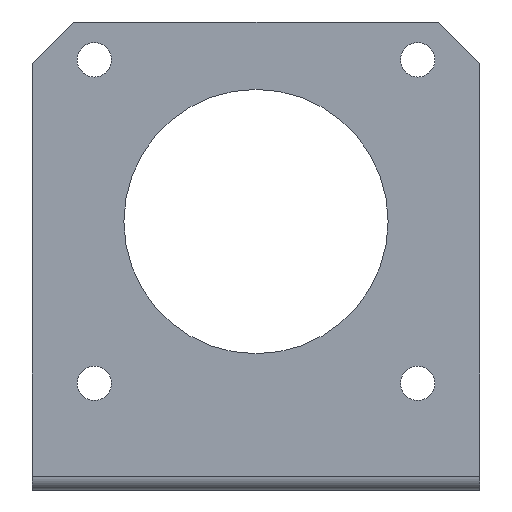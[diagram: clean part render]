
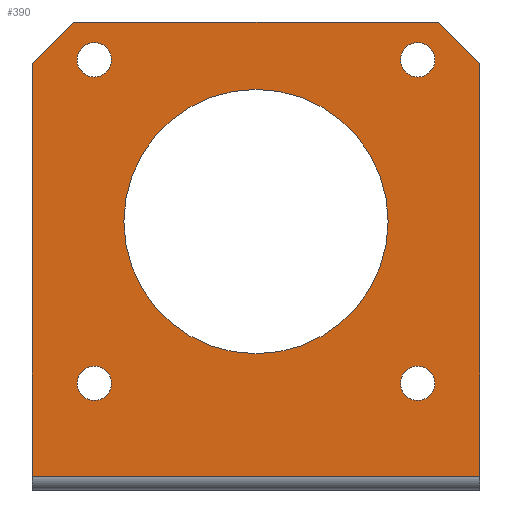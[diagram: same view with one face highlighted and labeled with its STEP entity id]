
A CAD part, front view. The second image highlights one B-rep face of the part: STEP entity #390.
In plain terms, the highlighted planar face has unit normal (0, -1, 0).
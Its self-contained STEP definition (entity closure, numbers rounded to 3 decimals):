
#34 = EDGE_CURVE ( 'NONE', #1220, #387, #973, .T. ) ;
#35 = DIRECTION ( 'NONE',  ( 0., 1., 0. ) ) ;
#40 = VECTOR ( 'NONE', #567, 1000. ) ;
#43 = CIRCLE ( 'NONE', #1213, 2.5 ) ;
#56 = EDGE_CURVE ( 'NONE', #307, #663, #954, .T. ) ;
#58 = CARTESIAN_POINT ( 'NONE',  ( -23.5, 0., -5.5 ) ) ;
#64 = ORIENTED_EDGE ( 'NONE', *, *, #752, .T. ) ;
#72 = LINE ( 'NONE', #1275, #644 ) ;
#90 = DIRECTION ( 'NONE',  ( 0., 0., -1. ) ) ;
#102 = CARTESIAN_POINT ( 'NONE',  ( 32.5, 0., -66. ) ) ;
#123 = CARTESIAN_POINT ( 'NONE',  ( 0., 0., -29. ) ) ;
#150 = CARTESIAN_POINT ( 'NONE',  ( 0., 0., -66. ) ) ;
#151 = FACE_BOUND ( 'NONE', #797, .T. ) ;
#166 = CIRCLE ( 'NONE', #1069, 2.5 ) ;
#169 = CARTESIAN_POINT ( 'NONE',  ( -32.5, 0., 0. ) ) ;
#176 = DIRECTION ( 'NONE',  ( 0., 1., 0. ) ) ;
#209 = EDGE_CURVE ( 'NONE', #1081, #1238, #166, .T. ) ;
#216 = EDGE_CURVE ( 'NONE', #1238, #1081, #43, .T. ) ;
#221 = ORIENTED_EDGE ( 'NONE', *, *, #618, .F. ) ;
#228 = DIRECTION ( 'NONE',  ( 0., 1., 0. ) ) ;
#255 = DIRECTION ( 'NONE',  ( 0., 1., 0. ) ) ;
#256 = EDGE_LOOP ( 'NONE', ( #1131, #1405 ) ) ;
#267 = ORIENTED_EDGE ( 'NONE', *, *, #308, .F. ) ;
#276 = CARTESIAN_POINT ( 'NONE',  ( -23.5, 0., -55. ) ) ;
#307 = VERTEX_POINT ( 'NONE', #697 ) ;
#308 = EDGE_CURVE ( 'NONE', #478, #1086, #471, .T. ) ;
#317 = CIRCLE ( 'NONE', #1322, 2.5 ) ;
#320 = DIRECTION ( 'NONE',  ( 0., 1., 0. ) ) ;
#322 = DIRECTION ( 'NONE',  ( 0., 1., 0. ) ) ;
#326 = CARTESIAN_POINT ( 'NONE',  ( 23.5, 0., -52.5 ) ) ;
#353 = VECTOR ( 'NONE', #90, 1000. ) ;
#362 = DIRECTION ( 'NONE',  ( 0., 0., 1. ) ) ;
#368 = AXIS2_PLACEMENT_3D ( 'NONE', #1183, #322, #948 ) ;
#374 = EDGE_LOOP ( 'NONE', ( #221, #593, #1273, #64, #267, #510 ) ) ;
#387 = VERTEX_POINT ( 'NONE', #1129 ) ;
#390 = ADVANCED_FACE ( 'NONE', ( #1194, #808, #151, #517, #589, #1305 ), #1140, .T. ) ;
#391 = AXIS2_PLACEMENT_3D ( 'NONE', #326, #550, #541 ) ;
#402 = CARTESIAN_POINT ( 'NONE',  ( -32.5, 0., -6. ) ) ;
#410 = VERTEX_POINT ( 'NONE', #276 ) ;
#426 = EDGE_CURVE ( 'NONE', #387, #1220, #317, .T. ) ;
#448 = CARTESIAN_POINT ( 'NONE',  ( 13.25, 0., 13.25 ) ) ;
#456 = AXIS2_PLACEMENT_3D ( 'NONE', #123, #228, #457 ) ;
#457 = DIRECTION ( 'NONE',  ( 0., 0., 1. ) ) ;
#471 = LINE ( 'NONE', #169, #1093 ) ;
#478 = VERTEX_POINT ( 'NONE', #935 ) ;
#480 = EDGE_CURVE ( 'NONE', #594, #1038, #72, .T. ) ;
#491 = ORIENTED_EDGE ( 'NONE', *, *, #672, .T. ) ;
#492 = CARTESIAN_POINT ( 'NONE',  ( 0., 0., 0. ) ) ;
#501 = CARTESIAN_POINT ( 'NONE',  ( 0., 0., -9.8 ) ) ;
#510 = ORIENTED_EDGE ( 'NONE', *, *, #897, .T. ) ;
#517 = FACE_BOUND ( 'NONE', #1223, .T. ) ;
#528 = CARTESIAN_POINT ( 'NONE',  ( -23.5, 0., -52.5 ) ) ;
#534 = VECTOR ( 'NONE', #975, 1000. ) ;
#536 = CARTESIAN_POINT ( 'NONE',  ( -23.5, 0., -3. ) ) ;
#541 = DIRECTION ( 'NONE',  ( 0., 0., 1. ) ) ;
#545 = CARTESIAN_POINT ( 'NONE',  ( -13.25, 0., 13.25 ) ) ;
#550 = DIRECTION ( 'NONE',  ( 0., 1., 0. ) ) ;
#560 = EDGE_CURVE ( 'NONE', #663, #307, #723, .T. ) ;
#563 = AXIS2_PLACEMENT_3D ( 'NONE', #492, #585, #1242 ) ;
#567 = DIRECTION ( 'NONE',  ( 1., 0., 0. ) ) ;
#581 = DIRECTION ( 'NONE',  ( 0., 0., 1. ) ) ;
#585 = DIRECTION ( 'NONE',  ( 0., -1., 0. ) ) ;
#587 = CIRCLE ( 'NONE', #1409, 2.5 ) ;
#589 = FACE_BOUND ( 'NONE', #1102, .T. ) ;
#593 = ORIENTED_EDGE ( 'NONE', *, *, #1358, .T. ) ;
#594 = VERTEX_POINT ( 'NONE', #639 ) ;
#596 = ORIENTED_EDGE ( 'NONE', *, *, #34, .T. ) ;
#602 = CARTESIAN_POINT ( 'NONE',  ( -23.5, 0., -52.5 ) ) ;
#606 = CIRCLE ( 'NONE', #456, 19.2 ) ;
#611 = DIRECTION ( 'NONE',  ( 0., 0., 1. ) ) ;
#618 = EDGE_CURVE ( 'NONE', #859, #628, #990, .T. ) ;
#627 = CARTESIAN_POINT ( 'NONE',  ( 26.5, 0., 0. ) ) ;
#628 = VERTEX_POINT ( 'NONE', #102 ) ;
#632 = ORIENTED_EDGE ( 'NONE', *, *, #1003, .T. ) ;
#639 = CARTESIAN_POINT ( 'NONE',  ( -26.5, 0., 0. ) ) ;
#643 = DIRECTION ( 'NONE',  ( 0., 1., 0. ) ) ;
#644 = VECTOR ( 'NONE', #932, 1000. ) ;
#645 = DIRECTION ( 'NONE',  ( 0., 1., 0. ) ) ;
#652 = DIRECTION ( 'NONE',  ( 0., 0., 1. ) ) ;
#663 = VERTEX_POINT ( 'NONE', #1406 ) ;
#672 = EDGE_CURVE ( 'NONE', #410, #1136, #1060, .T. ) ;
#685 = CARTESIAN_POINT ( 'NONE',  ( 23.5, 0., -5.5 ) ) ;
#697 = CARTESIAN_POINT ( 'NONE',  ( 23.5, 0., -55. ) ) ;
#713 = DIRECTION ( 'NONE',  ( 0., 0., 1. ) ) ;
#723 = CIRCLE ( 'NONE', #368, 2.5 ) ;
#727 = AXIS2_PLACEMENT_3D ( 'NONE', #528, #645, #1410 ) ;
#732 = ORIENTED_EDGE ( 'NONE', *, *, #56, .T. ) ;
#752 = EDGE_CURVE ( 'NONE', #594, #1086, #890, .T. ) ;
#753 = EDGE_CURVE ( 'NONE', #1255, #942, #606, .T. ) ;
#786 = CARTESIAN_POINT ( 'NONE',  ( 32.5, 0., -6. ) ) ;
#797 = EDGE_LOOP ( 'NONE', ( #596, #1364 ) ) ;
#808 = FACE_BOUND ( 'NONE', #256, .T. ) ;
#836 = LINE ( 'NONE', #448, #902 ) ;
#840 = CARTESIAN_POINT ( 'NONE',  ( -23.5, 0., -50. ) ) ;
#859 = VERTEX_POINT ( 'NONE', #786 ) ;
#865 = CARTESIAN_POINT ( 'NONE',  ( -23.5, 0., -5.5 ) ) ;
#890 = LINE ( 'NONE', #545, #534 ) ;
#897 = EDGE_CURVE ( 'NONE', #478, #628, #1356, .T. ) ;
#902 = VECTOR ( 'NONE', #995, 1000. ) ;
#928 = ORIENTED_EDGE ( 'NONE', *, *, #560, .T. ) ;
#932 = DIRECTION ( 'NONE',  ( 1., 0., 0. ) ) ;
#935 = CARTESIAN_POINT ( 'NONE',  ( -32.5, 0., -66. ) ) ;
#939 = DIRECTION ( 'NONE',  ( 0., 1., 0. ) ) ;
#942 = VERTEX_POINT ( 'NONE', #501 ) ;
#945 = EDGE_LOOP ( 'NONE', ( #928, #732 ) ) ;
#948 = DIRECTION ( 'NONE',  ( 0., 0., 1. ) ) ;
#954 = CIRCLE ( 'NONE', #391, 2.5 ) ;
#955 = AXIS2_PLACEMENT_3D ( 'NONE', #1087, #643, #1068 ) ;
#973 = CIRCLE ( 'NONE', #1241, 2.5 ) ;
#974 = CARTESIAN_POINT ( 'NONE',  ( 23.5, 0., -8. ) ) ;
#975 = DIRECTION ( 'NONE',  ( -0.707, 0., -0.707 ) ) ;
#987 = CARTESIAN_POINT ( 'NONE',  ( 23.5, 0., -5.5 ) ) ;
#990 = LINE ( 'NONE', #1398, #353 ) ;
#995 = DIRECTION ( 'NONE',  ( -0.707, 0., 0.707 ) ) ;
#1003 = EDGE_CURVE ( 'NONE', #1136, #410, #587, .T. ) ;
#1038 = VERTEX_POINT ( 'NONE', #627 ) ;
#1060 = CIRCLE ( 'NONE', #727, 2.5 ) ;
#1068 = DIRECTION ( 'NONE',  ( 0., 0., 1. ) ) ;
#1069 = AXIS2_PLACEMENT_3D ( 'NONE', #685, #255, #362 ) ;
#1081 = VERTEX_POINT ( 'NONE', #1171 ) ;
#1086 = VERTEX_POINT ( 'NONE', #402 ) ;
#1087 = CARTESIAN_POINT ( 'NONE',  ( 0., 0., -29. ) ) ;
#1093 = VECTOR ( 'NONE', #1237, 1000. ) ;
#1102 = EDGE_LOOP ( 'NONE', ( #1310, #1313 ) ) ;
#1129 = CARTESIAN_POINT ( 'NONE',  ( -23.5, 0., -8. ) ) ;
#1131 = ORIENTED_EDGE ( 'NONE', *, *, #209, .T. ) ;
#1136 = VERTEX_POINT ( 'NONE', #840 ) ;
#1140 = PLANE ( 'NONE',  #563 ) ;
#1171 = CARTESIAN_POINT ( 'NONE',  ( 23.5, 0., -3. ) ) ;
#1183 = CARTESIAN_POINT ( 'NONE',  ( 23.5, 0., -52.5 ) ) ;
#1194 = FACE_BOUND ( 'NONE', #945, .T. ) ;
#1202 = EDGE_CURVE ( 'NONE', #942, #1255, #1209, .T. ) ;
#1209 = CIRCLE ( 'NONE', #955, 19.2 ) ;
#1213 = AXIS2_PLACEMENT_3D ( 'NONE', #987, #35, #581 ) ;
#1220 = VERTEX_POINT ( 'NONE', #536 ) ;
#1223 = EDGE_LOOP ( 'NONE', ( #632, #491 ) ) ;
#1237 = DIRECTION ( 'NONE',  ( 0., 0., 1. ) ) ;
#1238 = VERTEX_POINT ( 'NONE', #974 ) ;
#1241 = AXIS2_PLACEMENT_3D ( 'NONE', #865, #320, #652 ) ;
#1242 = DIRECTION ( 'NONE',  ( 0., 0., -1. ) ) ;
#1255 = VERTEX_POINT ( 'NONE', #1288 ) ;
#1273 = ORIENTED_EDGE ( 'NONE', *, *, #480, .F. ) ;
#1275 = CARTESIAN_POINT ( 'NONE',  ( -32.5, 0., 0. ) ) ;
#1288 = CARTESIAN_POINT ( 'NONE',  ( 0., 0., -48.2 ) ) ;
#1305 = FACE_OUTER_BOUND ( 'NONE', #374, .T. ) ;
#1310 = ORIENTED_EDGE ( 'NONE', *, *, #1202, .T. ) ;
#1313 = ORIENTED_EDGE ( 'NONE', *, *, #753, .T. ) ;
#1322 = AXIS2_PLACEMENT_3D ( 'NONE', #58, #939, #611 ) ;
#1356 = LINE ( 'NONE', #150, #40 ) ;
#1358 = EDGE_CURVE ( 'NONE', #859, #1038, #836, .T. ) ;
#1364 = ORIENTED_EDGE ( 'NONE', *, *, #426, .T. ) ;
#1398 = CARTESIAN_POINT ( 'NONE',  ( 32.5, 0., 0. ) ) ;
#1405 = ORIENTED_EDGE ( 'NONE', *, *, #216, .T. ) ;
#1406 = CARTESIAN_POINT ( 'NONE',  ( 23.5, 0., -50. ) ) ;
#1409 = AXIS2_PLACEMENT_3D ( 'NONE', #602, #176, #713 ) ;
#1410 = DIRECTION ( 'NONE',  ( 0., 0., 1. ) ) ;
